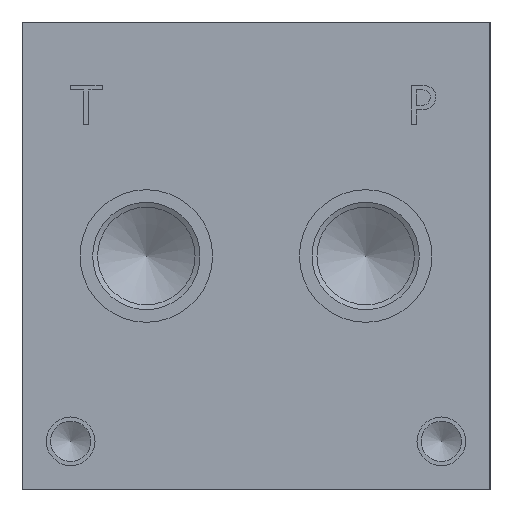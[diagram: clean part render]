
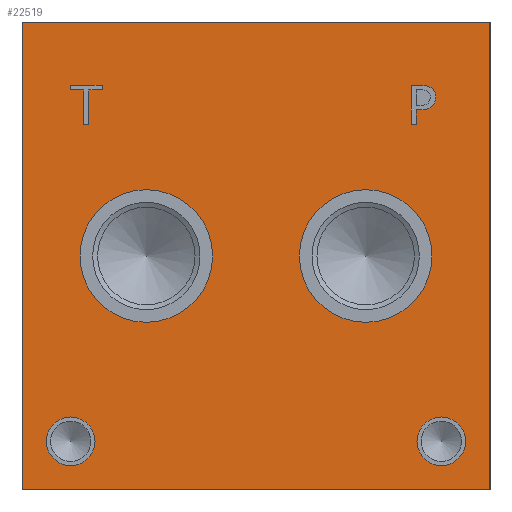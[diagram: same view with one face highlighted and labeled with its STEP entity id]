
A CAD part, left-side view. The second image highlights one B-rep face of the part: STEP entity #22519.
In plain terms, the highlighted planar face has unit normal (-1, 0, 0).
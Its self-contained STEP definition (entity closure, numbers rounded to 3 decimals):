
#389=CIRCLE('',#23856,3.962);
#390=CIRCLE('',#23857,3.962);
#391=CIRCLE('',#23858,10.795);
#392=CIRCLE('',#23859,10.795);
#845=FACE_BOUND('',#3398,.T.);
#846=FACE_BOUND('',#3399,.T.);
#847=FACE_BOUND('',#3400,.T.);
#848=FACE_BOUND('',#3401,.T.);
#849=FACE_BOUND('',#3402,.T.);
#850=FACE_BOUND('',#3403,.T.);
#1177=B_SPLINE_CURVE_WITH_KNOTS('',2,(#30886,#30887,#30888,#30889),
 .UNSPECIFIED.,.F.,.F.,(3,1,3),(0.,1.,2.),.UNSPECIFIED.);
#1179=B_SPLINE_CURVE_WITH_KNOTS('',2,(#30907,#30908,#30909,#30910),
 .UNSPECIFIED.,.F.,.F.,(3,1,3),(0.,1.,2.),.UNSPECIFIED.);
#1181=B_SPLINE_CURVE_WITH_KNOTS('',2,(#30956,#30957,#30958,#30959),
 .UNSPECIFIED.,.F.,.F.,(3,1,3),(0.,1.,2.),.UNSPECIFIED.);
#1183=B_SPLINE_CURVE_WITH_KNOTS('',2,(#30974,#30975,#30976,#30977),
 .UNSPECIFIED.,.F.,.F.,(3,1,3),(0.,1.,2.),.UNSPECIFIED.);
#2058=FACE_OUTER_BOUND('',#3397,.T.);
#3397=EDGE_LOOP('',(#14883,#14884,#14885,#14886));
#3398=EDGE_LOOP('',(#14887,#14888,#14889,#14890,#14891,#14892,#14893,#14894));
#3399=EDGE_LOOP('',(#14895));
#3400=EDGE_LOOP('',(#14896));
#3401=EDGE_LOOP('',(#14897));
#3402=EDGE_LOOP('',(#14898));
#3403=EDGE_LOOP('',(#14899,#14900,#14901,#14902,#14903,#14904,#14905,#14906,
#14907));
#5043=LINE('',#30736,#7195);
#5047=LINE('',#30744,#7199);
#5050=LINE('',#30750,#7202);
#5053=LINE('',#30756,#7205);
#5056=LINE('',#30762,#7208);
#5059=LINE('',#30768,#7211);
#5062=LINE('',#30774,#7214);
#5065=LINE('',#30779,#7217);
#5083=LINE('',#30919,#7235);
#5086=LINE('',#30925,#7238);
#5089=LINE('',#30931,#7241);
#5092=LINE('',#30937,#7244);
#5095=LINE('',#30943,#7247);
#5099=LINE('',#30986,#7251);
#5100=LINE('',#30988,#7252);
#5101=LINE('',#30990,#7253);
#5102=LINE('',#30991,#7254);
#7195=VECTOR('',#25423,10.);
#7199=VECTOR('',#25429,10.);
#7202=VECTOR('',#25434,10.);
#7205=VECTOR('',#25439,10.);
#7208=VECTOR('',#25444,10.);
#7211=VECTOR('',#25449,10.);
#7214=VECTOR('',#25454,10.);
#7217=VECTOR('',#25459,10.);
#7235=VECTOR('',#25487,10.);
#7238=VECTOR('',#25492,10.);
#7241=VECTOR('',#25497,10.);
#7244=VECTOR('',#25502,10.);
#7247=VECTOR('',#25507,10.);
#7251=VECTOR('',#25515,10.);
#7252=VECTOR('',#25516,10.);
#7253=VECTOR('',#25517,10.);
#7254=VECTOR('',#25518,10.);
#9343=VERTEX_POINT('',#30734);
#9344=VERTEX_POINT('',#30735);
#9347=VERTEX_POINT('',#30743);
#9349=VERTEX_POINT('',#30749);
#9351=VERTEX_POINT('',#30755);
#9353=VERTEX_POINT('',#30761);
#9355=VERTEX_POINT('',#30767);
#9357=VERTEX_POINT('',#30773);
#9373=VERTEX_POINT('',#30884);
#9374=VERTEX_POINT('',#30885);
#9377=VERTEX_POINT('',#30906);
#9379=VERTEX_POINT('',#30918);
#9381=VERTEX_POINT('',#30924);
#9383=VERTEX_POINT('',#30930);
#9385=VERTEX_POINT('',#30936);
#9387=VERTEX_POINT('',#30942);
#9389=VERTEX_POINT('',#30955);
#9391=VERTEX_POINT('',#30984);
#9392=VERTEX_POINT('',#30985);
#9393=VERTEX_POINT('',#30987);
#9394=VERTEX_POINT('',#30989);
#9395=VERTEX_POINT('',#30992);
#9396=VERTEX_POINT('',#30994);
#9397=VERTEX_POINT('',#30996);
#9398=VERTEX_POINT('',#30998);
#11526=EDGE_CURVE('',#9343,#9344,#5043,.T.);
#11530=EDGE_CURVE('',#9347,#9343,#5047,.T.);
#11533=EDGE_CURVE('',#9349,#9347,#5050,.T.);
#11536=EDGE_CURVE('',#9351,#9349,#5053,.T.);
#11539=EDGE_CURVE('',#9353,#9351,#5056,.T.);
#11542=EDGE_CURVE('',#9355,#9353,#5059,.T.);
#11545=EDGE_CURVE('',#9357,#9355,#5062,.T.);
#11548=EDGE_CURVE('',#9344,#9357,#5065,.T.);
#11571=EDGE_CURVE('',#9373,#9374,#1177,.T.);
#11575=EDGE_CURVE('',#9377,#9373,#1179,.T.);
#11578=EDGE_CURVE('',#9379,#9377,#5083,.T.);
#11581=EDGE_CURVE('',#9381,#9379,#5086,.T.);
#11584=EDGE_CURVE('',#9383,#9381,#5089,.T.);
#11587=EDGE_CURVE('',#9385,#9383,#5092,.T.);
#11590=EDGE_CURVE('',#9387,#9385,#5095,.T.);
#11593=EDGE_CURVE('',#9389,#9387,#1181,.T.);
#11596=EDGE_CURVE('',#9374,#9389,#1183,.T.);
#11598=EDGE_CURVE('',#9391,#9392,#5099,.T.);
#11599=EDGE_CURVE('',#9392,#9393,#5100,.T.);
#11600=EDGE_CURVE('',#9394,#9393,#5101,.T.);
#11601=EDGE_CURVE('',#9391,#9394,#5102,.T.);
#11602=EDGE_CURVE('',#9395,#9395,#389,.T.);
#11603=EDGE_CURVE('',#9396,#9396,#390,.T.);
#11604=EDGE_CURVE('',#9397,#9397,#391,.T.);
#11605=EDGE_CURVE('',#9398,#9398,#392,.T.);
#14883=ORIENTED_EDGE('',*,*,#11598,.T.);
#14884=ORIENTED_EDGE('',*,*,#11599,.T.);
#14885=ORIENTED_EDGE('',*,*,#11600,.F.);
#14886=ORIENTED_EDGE('',*,*,#11601,.F.);
#14887=ORIENTED_EDGE('',*,*,#11526,.T.);
#14888=ORIENTED_EDGE('',*,*,#11548,.T.);
#14889=ORIENTED_EDGE('',*,*,#11545,.T.);
#14890=ORIENTED_EDGE('',*,*,#11542,.T.);
#14891=ORIENTED_EDGE('',*,*,#11539,.T.);
#14892=ORIENTED_EDGE('',*,*,#11536,.T.);
#14893=ORIENTED_EDGE('',*,*,#11533,.T.);
#14894=ORIENTED_EDGE('',*,*,#11530,.T.);
#14895=ORIENTED_EDGE('',*,*,#11602,.T.);
#14896=ORIENTED_EDGE('',*,*,#11603,.T.);
#14897=ORIENTED_EDGE('',*,*,#11604,.T.);
#14898=ORIENTED_EDGE('',*,*,#11605,.T.);
#14899=ORIENTED_EDGE('',*,*,#11571,.T.);
#14900=ORIENTED_EDGE('',*,*,#11596,.T.);
#14901=ORIENTED_EDGE('',*,*,#11593,.T.);
#14902=ORIENTED_EDGE('',*,*,#11590,.T.);
#14903=ORIENTED_EDGE('',*,*,#11587,.T.);
#14904=ORIENTED_EDGE('',*,*,#11584,.T.);
#14905=ORIENTED_EDGE('',*,*,#11581,.T.);
#14906=ORIENTED_EDGE('',*,*,#11578,.T.);
#14907=ORIENTED_EDGE('',*,*,#11575,.T.);
#20999=PLANE('',#23855);
#22519=ADVANCED_FACE('',(#2058,#845,#846,#847,#848,#849,#850),#20999,.T.);
#23855=AXIS2_PLACEMENT_3D('',#30983,#25513,#25514);
#23856=AXIS2_PLACEMENT_3D('',#30993,#25519,#25520);
#23857=AXIS2_PLACEMENT_3D('',#30995,#25521,#25522);
#23858=AXIS2_PLACEMENT_3D('',#30997,#25523,#25524);
#23859=AXIS2_PLACEMENT_3D('',#30999,#25525,#25526);
#25423=DIRECTION('',(0.,1.,0.));
#25429=DIRECTION('',(0.,0.,-1.));
#25434=DIRECTION('',(0.,1.,0.));
#25439=DIRECTION('',(0.,0.,-1.));
#25444=DIRECTION('',(0.,-1.,0.));
#25449=DIRECTION('',(0.,0.,1.));
#25454=DIRECTION('',(0.,1.,0.));
#25459=DIRECTION('',(0.,0.,1.));
#25487=DIRECTION('',(0.,-1.,0.));
#25492=DIRECTION('',(0.,0.,1.));
#25497=DIRECTION('',(0.,1.,0.));
#25502=DIRECTION('',(0.,0.,-1.));
#25507=DIRECTION('',(0.,1.,0.));
#25513=DIRECTION('center_axis',(-1.,0.,0.));
#25514=DIRECTION('ref_axis',(0.,-1.,0.));
#25515=DIRECTION('',(0.,-1.,0.));
#25516=DIRECTION('',(0.,0.,1.));
#25517=DIRECTION('',(0.,-1.,0.));
#25518=DIRECTION('',(0.,0.,1.));
#25519=DIRECTION('center_axis',(1.,0.,0.));
#25520=DIRECTION('ref_axis',(0.,1.,0.));
#25521=DIRECTION('center_axis',(1.,0.,0.));
#25522=DIRECTION('ref_axis',(0.,1.,0.));
#25523=DIRECTION('center_axis',(1.,0.,0.));
#25524=DIRECTION('ref_axis',(0.,0.,1.));
#25525=DIRECTION('center_axis',(1.,0.,0.));
#25526=DIRECTION('ref_axis',(0.,0.,1.));
#30734=CARTESIAN_POINT('',(0.,65.293,59.531));
#30735=CARTESIAN_POINT('',(0.,66.137,59.531));
#30736=CARTESIAN_POINT('',(0.,70.747,59.531));
#30743=CARTESIAN_POINT('',(0.,65.293,65.13));
#30744=CARTESIAN_POINT('',(0.,65.293,32.565));
#30749=CARTESIAN_POINT('',(0.,63.163,65.13));
#30750=CARTESIAN_POINT('',(0.,69.681,65.13));
#30755=CARTESIAN_POINT('',(0.,63.163,65.881));
#30756=CARTESIAN_POINT('',(0.,63.163,32.941));
#30761=CARTESIAN_POINT('',(0.,68.268,65.881));
#30762=CARTESIAN_POINT('',(0.,72.234,65.881));
#30767=CARTESIAN_POINT('',(0.,68.268,65.13));
#30768=CARTESIAN_POINT('',(0.,68.268,32.565));
#30773=CARTESIAN_POINT('',(0.,66.137,65.13));
#30774=CARTESIAN_POINT('',(0.,71.169,65.13));
#30779=CARTESIAN_POINT('',(0.,66.137,29.766));
#30884=CARTESIAN_POINT('',(0.,9.593,65.485));
#30885=CARTESIAN_POINT('',(0.,8.837,63.967));
#30886=CARTESIAN_POINT('Ctrl Pts',(0.,9.593,65.485));
#30887=CARTESIAN_POINT('Ctrl Pts',(0.,9.238,65.243));
#30888=CARTESIAN_POINT('Ctrl Pts',(0.,8.837,64.497));
#30889=CARTESIAN_POINT('Ctrl Pts',(0.,8.837,63.967));
#30906=CARTESIAN_POINT('',(0.,11.255,65.881));
#30907=CARTESIAN_POINT('Ctrl Pts',(0.,11.255,65.881));
#30908=CARTESIAN_POINT('Ctrl Pts',(0.,10.689,65.881));
#30909=CARTESIAN_POINT('Ctrl Pts',(0.,9.897,65.696));
#30910=CARTESIAN_POINT('Ctrl Pts',(0.,9.593,65.485));
#30918=CARTESIAN_POINT('',(0.,12.851,65.881));
#30919=CARTESIAN_POINT('',(0.,44.525,65.881));
#30924=CARTESIAN_POINT('',(0.,12.851,59.531));
#30925=CARTESIAN_POINT('',(0.,12.851,29.766));
#30930=CARTESIAN_POINT('',(0.,12.007,59.531));
#30931=CARTESIAN_POINT('',(0.,44.103,59.531));
#30936=CARTESIAN_POINT('',(0.,12.007,61.898));
#30937=CARTESIAN_POINT('',(0.,12.007,30.949));
#30942=CARTESIAN_POINT('',(0.,11.291,61.898));
#30943=CARTESIAN_POINT('',(0.,43.746,61.898));
#30955=CARTESIAN_POINT('',(0.,9.392,62.557));
#30956=CARTESIAN_POINT('Ctrl Pts',(0.,9.392,62.557));
#30957=CARTESIAN_POINT('Ctrl Pts',(0.,9.722,62.233));
#30958=CARTESIAN_POINT('Ctrl Pts',(0.,10.612,61.898));
#30959=CARTESIAN_POINT('Ctrl Pts',(0.,11.291,61.898));
#30974=CARTESIAN_POINT('Ctrl Pts',(0.,8.837,63.967));
#30975=CARTESIAN_POINT('Ctrl Pts',(0.,8.837,63.555));
#30976=CARTESIAN_POINT('Ctrl Pts',(0.,9.13,62.814));
#30977=CARTESIAN_POINT('Ctrl Pts',(0.,9.392,62.557));
#30983=CARTESIAN_POINT('Origin',(0.,76.2,0.));
#30984=CARTESIAN_POINT('',(0.,76.2,0.));
#30985=CARTESIAN_POINT('',(0.,0.,0.));
#30986=CARTESIAN_POINT('',(0.,76.2,0.));
#30987=CARTESIAN_POINT('',(0.,0.,76.2));
#30988=CARTESIAN_POINT('',(0.,0.,0.));
#30989=CARTESIAN_POINT('',(0.,76.2,76.2));
#30990=CARTESIAN_POINT('',(0.,76.2,76.2));
#30991=CARTESIAN_POINT('',(0.,76.2,0.));
#30992=CARTESIAN_POINT('',(0.,3.962,7.925));
#30993=CARTESIAN_POINT('Origin',(0.,7.925,7.925));
#30994=CARTESIAN_POINT('',(0.,64.313,7.925));
#30995=CARTESIAN_POINT('Origin',(0.,68.275,7.925));
#30996=CARTESIAN_POINT('',(0.,20.244,27.305));
#30997=CARTESIAN_POINT('Origin',(0.,20.244,38.1));
#30998=CARTESIAN_POINT('',(0.,55.956,27.305));
#30999=CARTESIAN_POINT('Origin',(0.,55.956,38.1));
